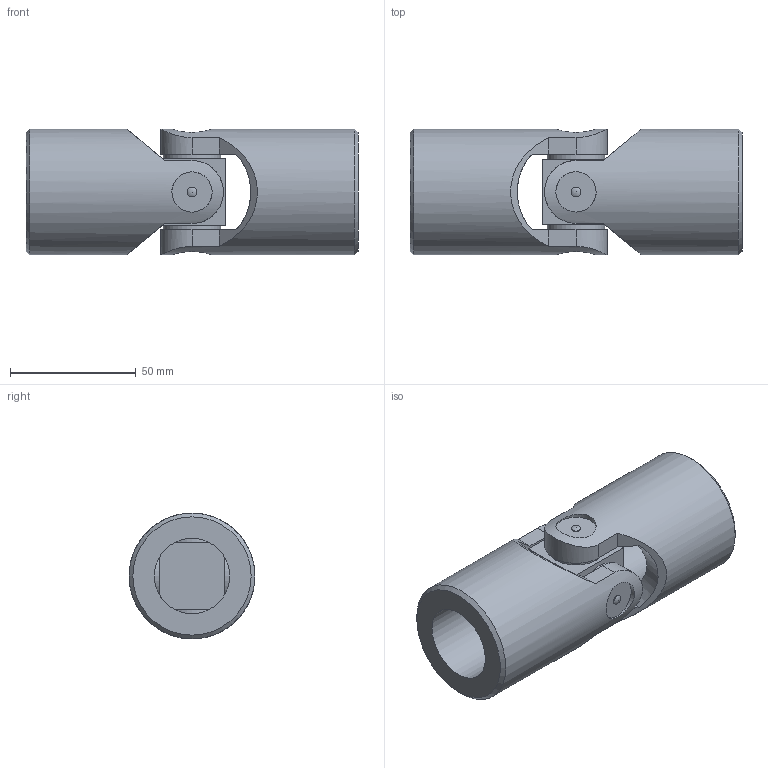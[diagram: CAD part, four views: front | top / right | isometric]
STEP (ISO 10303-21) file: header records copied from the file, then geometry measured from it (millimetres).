
FILE_DESCRIPTION( ( 'STEP AP214' ), '1' );
FILE_NAME( 'SHBS_30000_2_14b.stp', ' ', ( ' ' ), ( ' ' ), 'PSStep 15.0.47', 'PARTsolutions', ' ' );
FILE_SCHEMA( ( 'AUTOMOTIVE_DESIGN { 1 0 10303 214 1 1 1 1 }' ) );
Length unit declared in the file: millimetre
Products named in the file (3): SHBS 30000; HI_6HB-1100; HI_6HB-2
Assembly tree (3 placements, depth 2):
  SHBS 30000
    HI_6HB-1100  x2
    HI_6HB-2
Bounding box: 132 x 50 x 50 mm (x, y, z)
Volume: 160829.2 mm3; surface area: 39955.9 mm2
Topology: 3 solids, 3 shells, 62 faces, 153 edges, 103 vertices
Faces by surface type: plane 32, cylinder 20, torus 4, sphere 4, cone 2
Full cylindrical faces by diameter (mm): 3.84 x4, 16 x4, 23 x4, 30 x2, 50 x2
Entity records: 1745 total; most frequent: CARTESIAN_POINT 611, DIRECTION 166, ORIENTED_EDGE 130, AXIS2_PLACEMENT_3D 67, EDGE_CURVE 65, EDGE_LOOP 58, VERTEX_POINT 51, FACE_OUTER_BOUND 48
